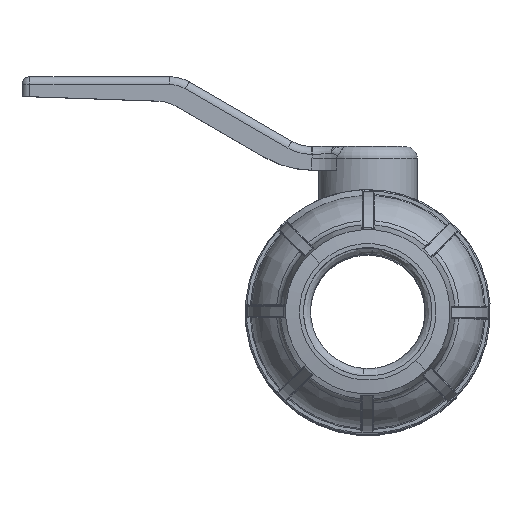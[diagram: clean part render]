
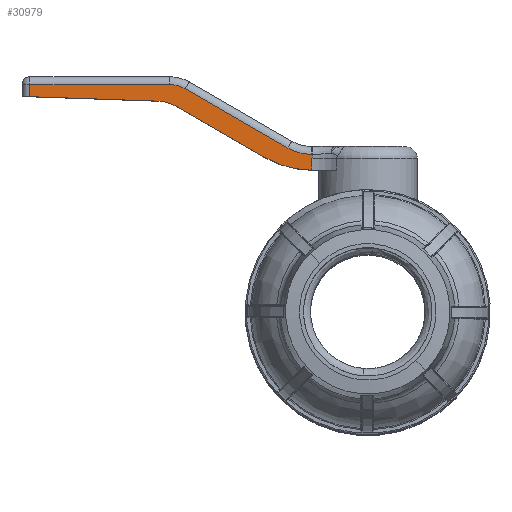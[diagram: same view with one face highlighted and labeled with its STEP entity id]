
A CAD part, top view. The second image highlights one B-rep face of the part: STEP entity #30979.
In plain terms, the highlighted planar face has unit normal (0, 0, 1).
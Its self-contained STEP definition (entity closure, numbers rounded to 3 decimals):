
#5042 = PLANE ( 'NONE',  #90634 ) ;
#5043 = CARTESIAN_POINT ( 'NONE',  ( 51.03, 30.854, 8. ) ) ;
#5044 = DIRECTION ( 'NONE',  ( 0., 0., 1. ) ) ;
#5045 = DIRECTION ( 'NONE',  ( 1., 0., 0. ) ) ;
#5992 = EDGE_LOOP ( 'NONE', ( #94008, #94010, #94011, #94005, #94013, #94015, #94017, #94019, #94023, #94024, #94021, #94028 ) ) ;
#7371 = VERTEX_POINT ( 'NONE', #49749 ) ;
#7434 = VERTEX_POINT ( 'NONE', #49812 ) ;
#7516 = VERTEX_POINT ( 'NONE', #49894 ) ;
#7525 = VERTEX_POINT ( 'NONE', #49903 ) ;
#7571 = VERTEX_POINT ( 'NONE', #49949 ) ;
#7596 = VERTEX_POINT ( 'NONE', #49974 ) ;
#7598 = VERTEX_POINT ( 'NONE', #49976 ) ;
#7600 = VERTEX_POINT ( 'NONE', #49978 ) ;
#7602 = VERTEX_POINT ( 'NONE', #49980 ) ;
#7604 = VERTEX_POINT ( 'NONE', #49982 ) ;
#7614 = VERTEX_POINT ( 'NONE', #49992 ) ;
#7621 = VERTEX_POINT ( 'NONE', #49999 ) ;
#30979 = ADVANCED_FACE ( 'NONE', ( #53478 ), #5042, .T. ) ;
#49749 = CARTESIAN_POINT ( 'NONE',  ( 51.1, 14.854, 8. ) ) ;
#49812 = CARTESIAN_POINT ( 'NONE',  ( 12.128, 32.332, 8. ) ) ;
#49894 = CARTESIAN_POINT ( 'NONE',  ( 16.779, 30.998, 8. ) ) ;
#49903 = CARTESIAN_POINT ( 'NONE',  ( 51.1, 17.854, 8. ) ) ;
#49949 = CARTESIAN_POINT ( 'NONE',  ( 39.173, 18.069, 8. ) ) ;
#49974 = CARTESIAN_POINT ( 'NONE',  ( 51.162, 18.854, 8. ) ) ;
#49976 = CARTESIAN_POINT ( 'NONE',  ( 51.03, 18.854, 8. ) ) ;
#49978 = CARTESIAN_POINT ( 'NONE',  ( 45.03, 20.461, 8. ) ) ;
#49980 = CARTESIAN_POINT ( 'NONE',  ( 19.049, 35.461, 8. ) ) ;
#49982 = CARTESIAN_POINT ( 'NONE',  ( 15.049, 36.533, 8. ) ) ;
#49992 = CARTESIAN_POINT ( 'NONE',  ( -20.272, 33.463, 8. ) ) ;
#49999 = CARTESIAN_POINT ( 'NONE',  ( -20.272, 36.533, 8. ) ) ;
#53478 = FACE_OUTER_BOUND ( 'NONE', #5992, .T. ) ;
#63937 = LINE ( 'NONE', #77895, #65375 ) ;
#63943 = LINE ( 'NONE', #77937, #65385 ) ;
#63975 = LINE ( 'NONE', #78313, #65429 ) ;
#63983 = LINE ( 'NONE', #78350, #65438 ) ;
#63985 = LINE ( 'NONE', #78375, #65445 ) ;
#63987 = LINE ( 'NONE', #78398, #65452 ) ;
#63989 = LINE ( 'NONE', #78448, #65456 ) ;
#65375 = VECTOR ( 'NONE', #77897, 1000. ) ;
#65379 = CIRCLE ( 'NONE', #65380, 10. ) ;
#65380 = AXIS2_PLACEMENT_3D ( 'NONE', #77912, #77913, #77915 ) ;
#65385 = VECTOR ( 'NONE', #77939, 1000. ) ;
#65429 = VECTOR ( 'NONE', #78315, 1000. ) ;
#65438 = VECTOR ( 'NONE', #78352, 1000. ) ;
#65440 = CIRCLE ( 'NONE', #65441, 8. ) ;
#65441 = AXIS2_PLACEMENT_3D ( 'NONE', #78361, #78363, #78365 ) ;
#65445 = VECTOR ( 'NONE', #78377, 1000. ) ;
#65447 = CIRCLE ( 'NONE', #65448, 12. ) ;
#65448 = AXIS2_PLACEMENT_3D ( 'NONE', #78387, #78388, #78390 ) ;
#65452 = VECTOR ( 'NONE', #78400, 1000. ) ;
#65455 = CIRCLE ( 'NONE', #65457, 24. ) ;
#65456 = VECTOR ( 'NONE', #78449, 1000. ) ;
#65457 = AXIS2_PLACEMENT_3D ( 'NONE', #78452, #78454, #78455 ) ;
#77895 = CARTESIAN_POINT ( 'NONE',  ( 39.173, 18.069, 8. ) ) ;
#77897 = DIRECTION ( 'NONE',  ( 0.866, -0.5, 0. ) ) ;
#77912 = CARTESIAN_POINT ( 'NONE',  ( 11.779, 22.338, 8. ) ) ;
#77913 = DIRECTION ( 'NONE',  ( 0., 0., -1. ) ) ;
#77915 = DIRECTION ( 'NONE',  ( 1., 0., 0. ) ) ;
#77937 = CARTESIAN_POINT ( 'NONE',  ( 51.1, 30.854, 8. ) ) ;
#77939 = DIRECTION ( 'NONE',  ( 0., 1., 0. ) ) ;
#78313 = CARTESIAN_POINT ( 'NONE',  ( -20.272, 33.533, 8. ) ) ;
#78315 = DIRECTION ( 'NONE',  ( 0., -1., 0. ) ) ;
#78350 = CARTESIAN_POINT ( 'NONE',  ( -20.272, 36.533, 8. ) ) ;
#78352 = DIRECTION ( 'NONE',  ( -1., 0., 0. ) ) ;
#78361 = CARTESIAN_POINT ( 'NONE',  ( 15.049, 28.533, 8. ) ) ;
#78363 = DIRECTION ( 'NONE',  ( 0., 0., 1. ) ) ;
#78365 = DIRECTION ( 'NONE',  ( 1., 0., 0. ) ) ;
#78375 = CARTESIAN_POINT ( 'NONE',  ( 19.049, 35.461, 8. ) ) ;
#78377 = DIRECTION ( 'NONE',  ( -0.866, 0.5, 0. ) ) ;
#78387 = CARTESIAN_POINT ( 'NONE',  ( 51.03, 30.854, 8. ) ) ;
#78388 = DIRECTION ( 'NONE',  ( 0., 0., -1. ) ) ;
#78390 = DIRECTION ( 'NONE',  ( 1., 0., 0. ) ) ;
#78398 = CARTESIAN_POINT ( 'NONE',  ( 51.03, 18.854, 8. ) ) ;
#78400 = DIRECTION ( 'NONE',  ( -1., 0., 0. ) ) ;
#78429 = CARTESIAN_POINT ( 'NONE',  ( 51.1, 17.854, 8. ) ) ;
#78431 = CARTESIAN_POINT ( 'NONE',  ( 51.1, 18.191, 8. ) ) ;
#78432 = CARTESIAN_POINT ( 'NONE',  ( 51.121, 18.524, 8. ) ) ;
#78434 = CARTESIAN_POINT ( 'NONE',  ( 51.162, 18.854, 8. ) ) ;
#78448 = CARTESIAN_POINT ( 'NONE',  ( -22.272, 33.533, 8. ) ) ;
#78449 = DIRECTION ( 'NONE',  ( 0.999, -0.035, 0. ) ) ;
#78452 = CARTESIAN_POINT ( 'NONE',  ( 51.173, 38.854, 8. ) ) ;
#78454 = DIRECTION ( 'NONE',  ( 0., 0., 1. ) ) ;
#78455 = DIRECTION ( 'NONE',  ( -1., 0., 0. ) ) ;
#90634 = AXIS2_PLACEMENT_3D ( 'NONE', #5043, #5044, #5045 ) ;
#94005 = ORIENTED_EDGE ( 'NONE', *, *, #98277, .T. ) ;
#94008 = ORIENTED_EDGE ( 'NONE', *, *, #98285, .T. ) ;
#94010 = ORIENTED_EDGE ( 'NONE', *, *, #98281, .T. ) ;
#94011 = ORIENTED_EDGE ( 'NONE', *, *, #98279, .T. ) ;
#94013 = ORIENTED_EDGE ( 'NONE', *, *, #98275, .T. ) ;
#94015 = ORIENTED_EDGE ( 'NONE', *, *, #98273, .T. ) ;
#94017 = ORIENTED_EDGE ( 'NONE', *, *, #98266, .T. ) ;
#94019 = ORIENTED_EDGE ( 'NONE', *, *, #98287, .T. ) ;
#94021 = ORIENTED_EDGE ( 'NONE', *, *, #98288, .T. ) ;
#94023 = ORIENTED_EDGE ( 'NONE', *, *, #98220, .T. ) ;
#94024 = ORIENTED_EDGE ( 'NONE', *, *, #98217, .T. ) ;
#94028 = ORIENTED_EDGE ( 'NONE', *, *, #98224, .T. ) ;
#98217 = EDGE_CURVE ( 'NONE', #7516, #7571, #63937, .T. ) ;
#98220 = EDGE_CURVE ( 'NONE', #7434, #7516, #65379, .T. ) ;
#98224 = EDGE_CURVE ( 'NONE', #7371, #7525, #63943, .T. ) ;
#98266 = EDGE_CURVE ( 'NONE', #7621, #7614, #63975, .T. ) ;
#98273 = EDGE_CURVE ( 'NONE', #7604, #7621, #63983, .T. ) ;
#98275 = EDGE_CURVE ( 'NONE', #7602, #7604, #65440, .T. ) ;
#98277 = EDGE_CURVE ( 'NONE', #7600, #7602, #63985, .T. ) ;
#98279 = EDGE_CURVE ( 'NONE', #7598, #7600, #65447, .T. ) ;
#98281 = EDGE_CURVE ( 'NONE', #7596, #7598, #63987, .T. ) ;
#98285 = EDGE_CURVE ( 'NONE', #7525, #7596, #101436, .T. ) ;
#98287 = EDGE_CURVE ( 'NONE', #7614, #7434, #63989, .T. ) ;
#98288 = EDGE_CURVE ( 'NONE', #7571, #7371, #65455, .T. ) ;
#101436 = B_SPLINE_CURVE_WITH_KNOTS ( 'NONE', 3,
 ( #78429, #78431, #78432, #78434 ),
 .UNSPECIFIED., .F., .F.,
 ( 4, 4 ),
 ( 0., 0.001 ),
 .UNSPECIFIED. ) ;
